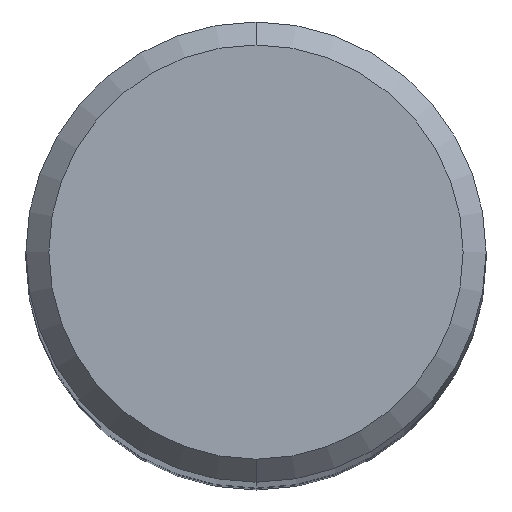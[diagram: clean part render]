
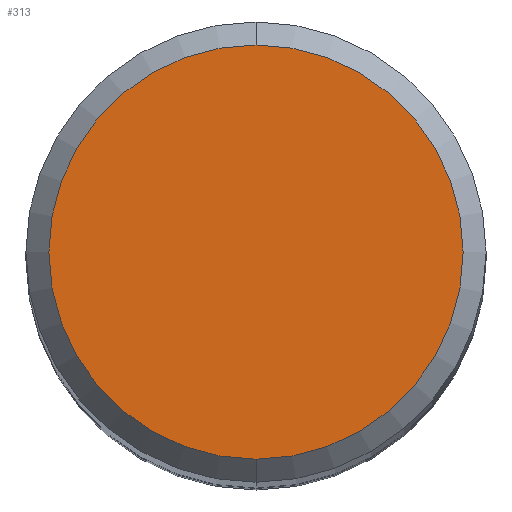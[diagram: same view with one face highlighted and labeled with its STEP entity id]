
A CAD part, top view. The second image highlights one B-rep face of the part: STEP entity #313.
In plain terms, the highlighted planar face has unit normal (0, 0, 1).
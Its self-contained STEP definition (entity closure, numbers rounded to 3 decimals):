
#273=VERTEX_POINT('',#596);
#313=ADVANCED_FACE('',(#642),#643,.T.);
#411=EDGE_CURVE('',#273,#467,#752,.T.);
#457=EDGE_CURVE('',#467,#273,#803,.T.);
#467=VERTEX_POINT('',#814);
#596=CARTESIAN_POINT('',(0.0,4.5,0.0));
#642=FACE_OUTER_BOUND('',#1124,.T.);
#643=PLANE('',#1125);
#752=CIRCLE('',#1403,4.5);
#803=CIRCLE('',#1481,4.5);
#814=CARTESIAN_POINT('',(0.,-4.5,0.0));
#1124=EDGE_LOOP('',(#1681,#1682));
#1125=AXIS2_PLACEMENT_3D('',#1683,#1684,#1685);
#1403=AXIS2_PLACEMENT_3D('',#1797,#1798,#1799);
#1481=AXIS2_PLACEMENT_3D('',#1858,#1859,#1860);
#1681=ORIENTED_EDGE('',*,*,#411,.F.);
#1682=ORIENTED_EDGE('',*,*,#457,.F.);
#1683=CARTESIAN_POINT('',(0.0,2.25,0.0));
#1684=DIRECTION('',(-0.0,0.0,1.0));
#1685=DIRECTION('',(0.0,-1.0,0.0));
#1797=CARTESIAN_POINT('',(0.0,0.0,0.0));
#1798=DIRECTION('',(0.0,0.0,-1.0));
#1799=DIRECTION('',(0.0,1.0,0.0));
#1858=CARTESIAN_POINT('',(0.0,0.0,0.0));
#1859=DIRECTION('',(0.0,0.0,-1.0));
#1860=DIRECTION('',(0.0,1.0,0.0));
